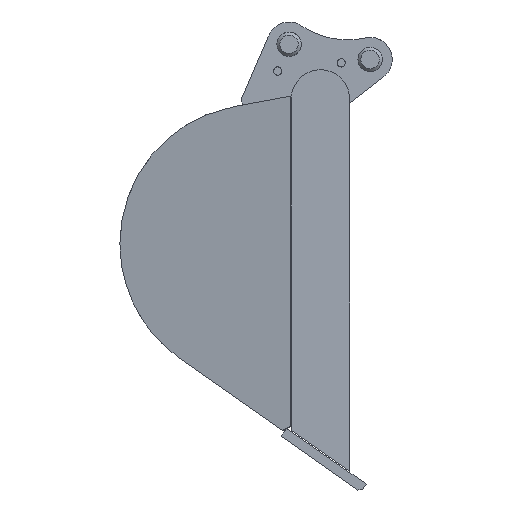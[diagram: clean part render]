
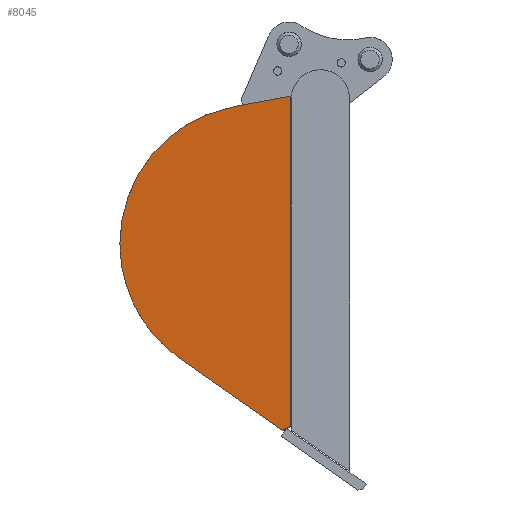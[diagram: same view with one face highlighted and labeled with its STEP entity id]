
A CAD part, front view. The second image highlights one B-rep face of the part: STEP entity #8045.
In plain terms, the highlighted free-form (B-spline) face has degree [1, 1] with [2, 2] control points.
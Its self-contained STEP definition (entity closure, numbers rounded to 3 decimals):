
#7872 = VERTEX_POINT('',#7873);
#7873 = CARTESIAN_POINT('',(-100.,-115.008,
    -27.498));
#7886 = VERTEX_POINT('',#7887);
#7887 = CARTESIAN_POINT('',(-181.173,-103.598,
    -42.384));
#7892 = EDGE_CURVE('',#7872,#7886,#7893,.T.);
#7893 = B_SPLINE_CURVE_WITH_KNOTS('',1,(#7894,#7895),.UNSPECIFIED.,.F.,
  .F.,(2,2),(5.963,65.948),.PIECEWISE_BEZIER_KNOTS.);
#7894 = CARTESIAN_POINT('',(-100.,-115.008,
    -27.498));
#7895 = CARTESIAN_POINT('',(-181.173,-103.598,
    -42.384));
#7924 = VERTEX_POINT('',#7925);
#7925 = CARTESIAN_POINT('',(-259.732,-92.556,
    -402.727));
#7930 = EDGE_CURVE('',#7886,#7924,#7931,.T.);
#7931 = B_SPLINE_CURVE_WITH_KNOTS('',3,(#7932,#7933,#7934,#7935,#7936,
    #7937,#7938,#7939,#7940,#7941,#7942,#7943,#7944,#7945,#7946,#7947,
    #7948,#7949,#7950,#7951,#7952,#7953,#7954,#7955,#7956,#7957,#7958,
    #7959,#7960,#7961,#7962,#7963),.UNSPECIFIED.,.F.,.F.,(4,2,2,2,2,2,2,
    2,2,2,2,2,2,2,2,4),(0.,0.063,0.125,0.188,0.25,0.313,0.375,
    0.438,0.5,0.563,0.625,0.75,0.813,0.875,0.938,1.),.UNSPECIFIED.);
#7932 = CARTESIAN_POINT('',(-181.173,-103.598,
    -42.384));
#7933 = CARTESIAN_POINT('',(-190.615,-102.271,
    -44.68));
#7934 = CARTESIAN_POINT('',(-200.056,-100.944,
    -46.977));
#7935 = CARTESIAN_POINT('',(-218.469,-98.356,
    -52.799));
#7936 = CARTESIAN_POINT('',(-227.4,-97.101,
    -56.433));
#7937 = CARTESIAN_POINT('',(-244.655,-94.675,
    -65.287));
#7938 = CARTESIAN_POINT('',(-253.074,-93.492,
    -70.497));
#7939 = CARTESIAN_POINT('',(-268.923,-91.264,
    -81.894));
#7940 = CARTESIAN_POINT('',(-276.381,-90.216,
    -88.099));
#7941 = CARTESIAN_POINT('',(-290.378,-88.248,
    -101.504));
#7942 = CARTESIAN_POINT('',(-296.918,-87.329,
    -108.705));
#7943 = CARTESIAN_POINT('',(-309.007,-85.63,
    -124.18));
#7944 = CARTESIAN_POINT('',(-314.504,-84.857,
    -132.426));
#7945 = CARTESIAN_POINT('',(-324.074,-83.512,
    -149.433));
#7946 = CARTESIAN_POINT('',(-328.204,-82.932,
    -158.259));
#7947 = CARTESIAN_POINT('',(-335.17,-81.952,
    -176.547));
#7948 = CARTESIAN_POINT('',(-338.024,-81.551,
    -186.088));
#7949 = CARTESIAN_POINT('',(-342.282,-80.953,
    -205.285));
#7950 = CARTESIAN_POINT('',(-343.709,-80.752,
    -214.963));
#7951 = CARTESIAN_POINT('',(-345.149,-80.55,
    -234.482));
#7952 = CARTESIAN_POINT('',(-345.153,-80.549,
    -244.381));
#7953 = CARTESIAN_POINT('',(-342.896,-80.866,
    -273.945));
#7954 = CARTESIAN_POINT('',(-338.458,-81.49,
    -292.968));
#7955 = CARTESIAN_POINT('',(-327.71,-83.001,
    -320.546));
#7956 = CARTESIAN_POINT('',(-323.472,-83.597,
    -329.466));
#7957 = CARTESIAN_POINT('',(-313.877,-84.946,
    -346.474));
#7958 = CARTESIAN_POINT('',(-308.515,-85.699,
    -354.621));
#7959 = CARTESIAN_POINT('',(-296.468,-87.393,
    -370.078));
#7960 = CARTESIAN_POINT('',(-289.692,-88.345,
    -377.354));
#7961 = CARTESIAN_POINT('',(-275.162,-90.387,
    -390.556));
#7962 = CARTESIAN_POINT('',(-267.447,-91.472,
    -396.641));
#7963 = CARTESIAN_POINT('',(-259.732,-92.556,
    -402.727));
#8001 = VERTEX_POINT('',#8002);
#8002 = CARTESIAN_POINT('',(-111.755,-113.356,
    -506.342));
#8007 = EDGE_CURVE('',#7924,#8001,#8008,.T.);
#8008 = B_SPLINE_CURVE_WITH_KNOTS('',1,(#8009,#8010),.UNSPECIFIED.,.F.,
  .F.,(2,2),(51.531,182.459),.PIECEWISE_BEZIER_KNOTS.);
#8009 = CARTESIAN_POINT('',(-259.732,-92.556,
    -402.727));
#8010 = CARTESIAN_POINT('',(-111.755,-113.356,
    -506.342));
#8021 = EDGE_CURVE('',#8022,#7872,#8024,.T.);
#8022 = VERTEX_POINT('',#8023);
#8023 = CARTESIAN_POINT('',(-100.,-115.008,
    -500.128));
#8024 = B_SPLINE_CURVE_WITH_KNOTS('',1,(#8025,#8026),.UNSPECIFIED.,.F.,
  .F.,(2,2),(-337.527,2.772),.PIECEWISE_BEZIER_KNOTS.);
#8025 = CARTESIAN_POINT('',(-100.,-115.008,
    -500.128));
#8026 = CARTESIAN_POINT('',(-100.,-115.008,
    -27.498));
#8045 = ADVANCED_FACE('',(#8046),#8057,.T.);
#8046 = FACE_BOUND('',#8047,.T.);
#8047 = EDGE_LOOP('',(#8048,#8049,#8054,#8055,#8056));
#8048 = ORIENTED_EDGE('',*,*,#8007,.T.);
#8049 = ORIENTED_EDGE('',*,*,#8050,.T.);
#8050 = EDGE_CURVE('',#8001,#8022,#8051,.T.);
#8051 = B_SPLINE_CURVE_WITH_KNOTS('',1,(#8052,#8053),.UNSPECIFIED.,.F.,
  .F.,(2,2),(-172.001,-162.354),.PIECEWISE_BEZIER_KNOTS.);
#8052 = CARTESIAN_POINT('',(-111.755,-113.356,
    -506.342));
#8053 = CARTESIAN_POINT('',(-100.,-115.008,
    -500.128));
#8054 = ORIENTED_EDGE('',*,*,#8021,.T.);
#8055 = ORIENTED_EDGE('',*,*,#7892,.T.);
#8056 = ORIENTED_EDGE('',*,*,#7930,.T.);
#8057 = B_SPLINE_SURFACE_WITH_KNOTS('',1,1,(
    (#8058,#8059)
    ,(#8060,#8061
    )),.UNSPECIFIED.,.F.,.F.,.F.,(2,2),(2,2),(-184.812,
    -6.564),(-342.001,2.772),
  .PIECEWISE_BEZIER_KNOTS.);
#8058 = CARTESIAN_POINT('',(-345.153,-80.549,
    -506.342));
#8059 = CARTESIAN_POINT('',(-345.153,-80.549,
    -27.498));
#8060 = CARTESIAN_POINT('',(-100.,-115.008,
    -506.342));
#8061 = CARTESIAN_POINT('',(-100.,-115.008,
    -27.498));
